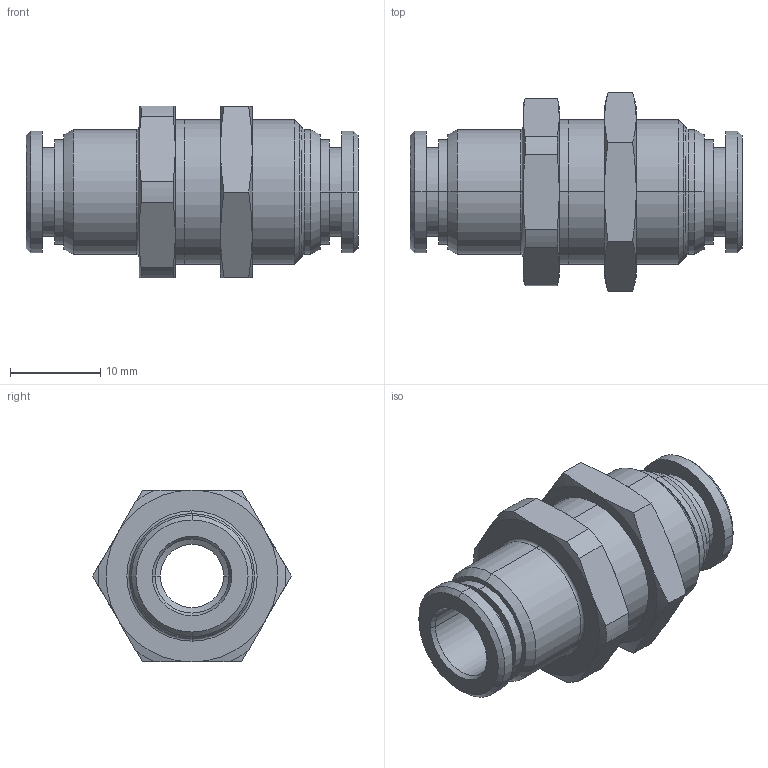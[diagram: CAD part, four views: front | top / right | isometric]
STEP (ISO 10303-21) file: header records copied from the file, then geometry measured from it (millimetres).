
FILE_DESCRIPTION((''),'2;1');
FILE_NAME('348712B_959M-8_ASM','2008-08-07T',('avs308'),(''),'PRO/ENGINEER BY PARAMETRIC TECHNOLOGY CORPORATION, 2008070','PRO/ENGINEER BY PARAMETRIC TECHNOLOGY CORPORATION, 2008070','');
FILE_SCHEMA(('CONFIG_CONTROL_DESIGN'));
Length unit declared in the file: millimetre
Products named in the file (3): 348712B_959M-8-OHNE-UEM; 251705B_256M-M16X1; 348712B_959M-8_ASM
Assembly tree (2 placements, depth 2):
  348712B_959M-8_ASM
    348712B_959M-8-OHNE-UEM
    251705B_256M-M16X1
Bounding box: 36.7 x 21.94 x 19 mm (x, y, z)
Volume: 4984.3 mm3; surface area: 4713.4 mm2
Topology: 2 solids, 4 shells, 111 faces, 240 edges, 142 vertices
Faces by surface type: cone 46, cylinder 36, plane 25, torus 4
Entity records: 3220 total; most frequent: CARTESIAN_POINT 698, DIRECTION 554, ORIENTED_EDGE 472, AXIS2_PLACEMENT_3D 242, EDGE_CURVE 240, VERTEX_POINT 142, EDGE_LOOP 124, CIRCLE 122
